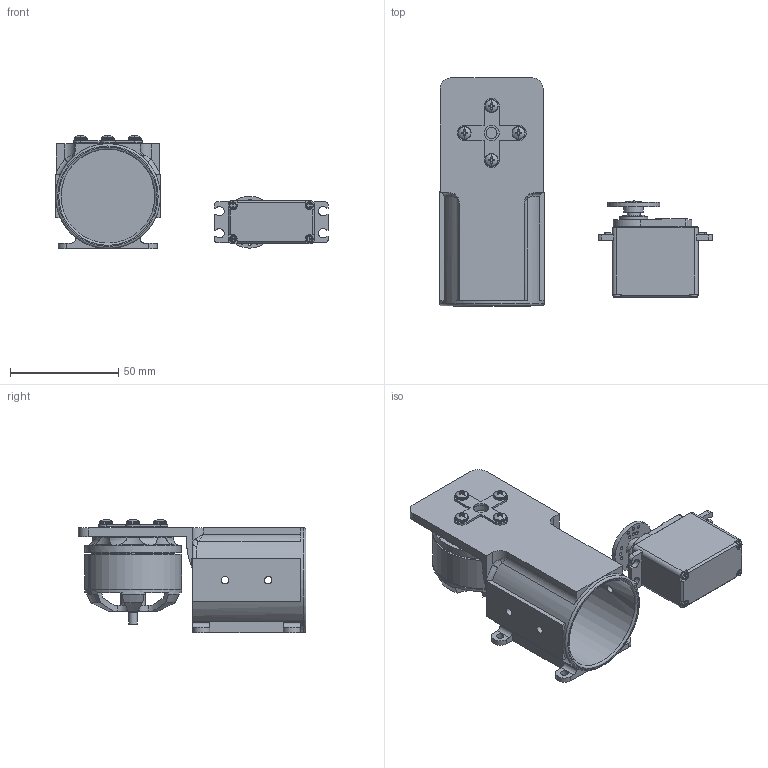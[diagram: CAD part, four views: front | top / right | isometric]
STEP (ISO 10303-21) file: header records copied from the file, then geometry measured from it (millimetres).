
FILE_DESCRIPTION(/* description */ (''),/* implementation_level */ '2;1');
FILE_NAME(/* name */ 'variable-pitch-system-1 v35.stp',/* time_stamp */ '2015-11-28T15:45:23-05:00',/* author */ (''),/* organization */ (''),/* preprocessor_version */ 'ST-DEVELOPER v16.2',/* originating_system */ 'Autodesk Translation Framework v4.3.0.2260',/* authorisation */ '');
FILE_SCHEMA (('AUTOMOTIVE_DESIGN { 1 0 10303 214 3 1 1 }'));
Length unit declared in the file: centimetre
Products named in the file (11): variable-pitch-system-version-1 v35; Hitec HS-325HB v2; Hitec HS-325HB Korpus; Êà÷àëêà êðóã
ëàÿ; Hitec HS-325HB Samorez Centr; MotorAssembly v1; MotorAssembly; Stator; Rotor; M3-10; mn4014-mountbracket v4
Assembly tree (13 placements, depth 4):
  variable-pitch-system-version-1 v35
    Hitec HS-325HB v2
      Hitec HS-325HB Korpus
      Êà÷àëêà êðóã
ëàÿ
      Hitec HS-325HB Samorez Centr
    MotorAssembly v1
      MotorAssembly
        Stator
        Rotor
    M3-10  x4
    mn4014-mountbracket v4
Bounding box: 126.37 x 105.5 x 52.39 mm (x, y, z)
Volume: 103438.3 mm3; surface area: 58837.4 mm2
Topology: 11 solids, 11 shells, 1527 faces, 4234 edges, 2721 vertices
Faces by surface type: plane 735, cylinder 576, bspline 100, cone 57, torus 50, sphere 9
Full cylindrical faces by diameter (mm): 1.5 x18, 2 x3, 2.5 x9, 2.8 x1, 3 x2, 3.3 x8, 3.5 x12, 4 x1, 5 x2, 5.2 x1, 6 x3, 7 x1, 7.5 x2, 9 x1, 10 x2, 13 x1, 16 x1, 20 x1, 24 x1, 39.5 x1, 40.72 x1, 41.72 x1, 43.5 x1, 44.72 x1, 44.82 x2, 48.5 x1
Entity records: 39227 total; most frequent: CARTESIAN_POINT 11930, ORIENTED_EDGE 5800, DIRECTION 4981, EDGE_CURVE 2900, VERTEX_POINT 1891, AXIS2_PLACEMENT_3D 1690, LINE 1601, VECTOR 1601
